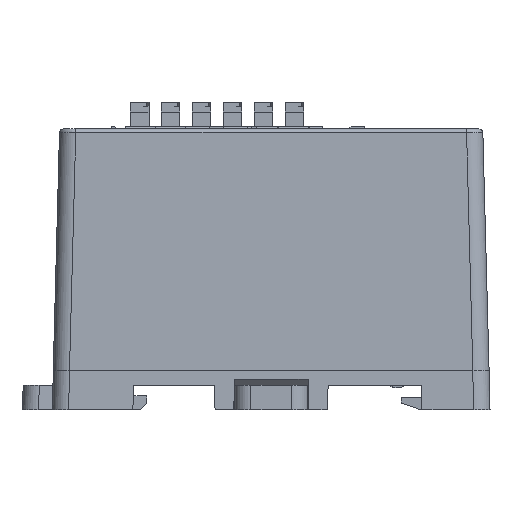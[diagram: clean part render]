
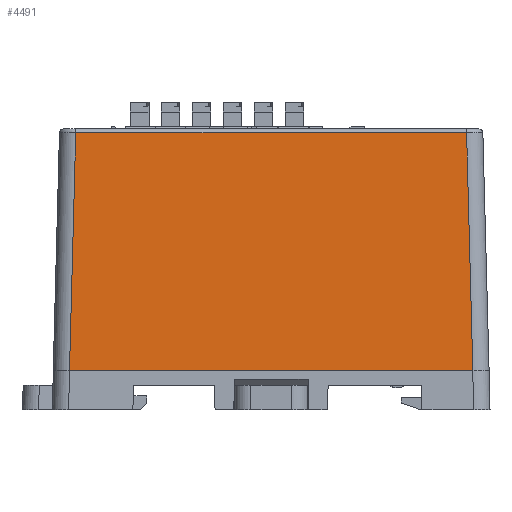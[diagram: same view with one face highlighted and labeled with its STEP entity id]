
A CAD part, left-side view. The second image highlights one B-rep face of the part: STEP entity #4491.
In plain terms, the highlighted planar face has unit normal (-1, 0, 0.026).
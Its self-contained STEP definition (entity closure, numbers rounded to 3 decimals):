
#2692=FACE_OUTER_BOUND('',#8631,.T.);
#4491=ADVANCED_FACE('',(#2692),#6109,.T.);
#6109=PLANE('',#37614);
#8631=EDGE_LOOP('',(#18165,#18166,#18167,#18168));
#18165=ORIENTED_EDGE('',*,*,#26795,.T.);
#18166=ORIENTED_EDGE('',*,*,#26678,.T.);
#18167=ORIENTED_EDGE('',*,*,#26796,.T.);
#18168=ORIENTED_EDGE('',*,*,#26797,.F.);
#21833=VERTEX_POINT('',#76703);
#21835=VERTEX_POINT('',#76725);
#21894=VERTEX_POINT('',#76958);
#21895=VERTEX_POINT('',#76960);
#26678=EDGE_CURVE('',#21833,#21835,#31081,.T.);
#26795=EDGE_CURVE('',#21894,#21833,#31191,.T.);
#26796=EDGE_CURVE('',#21835,#21895,#31192,.T.);
#26797=EDGE_CURVE('',#21894,#21895,#31193,.T.);
#31081=LINE('',#76726,#35485);
#31191=LINE('',#76957,#35595);
#31192=LINE('',#76959,#35596);
#31193=LINE('',#76961,#35597);
#35485=VECTOR('',#45603,1.);
#35595=VECTOR('',#45795,1.);
#35596=VECTOR('',#45796,1.);
#35597=VECTOR('',#45797,1.);
#37614=AXIS2_PLACEMENT_3D('',#76962,#45798,#45799);
#45603=DIRECTION('',(0.,1.,0.));
#45795=DIRECTION('',(0.026,0.026,0.999));
#45796=DIRECTION('',(-0.026,0.026,-0.999));
#45797=DIRECTION('',(0.,1.,0.));
#45798=DIRECTION('',(-1.,0.,0.026));
#45799=DIRECTION('',(0.026,0.,1.));
#76703=CARTESIAN_POINT('',(-30.336,95.136,-34.787));
#76725=CARTESIAN_POINT('',(-30.336,143.176,-34.787));
#76726=CARTESIAN_POINT('',(-30.336,143.163,-34.787));
#76957=CARTESIAN_POINT('',(-31.05,94.422,-62.066));
#76958=CARTESIAN_POINT('',(-31.101,94.371,-64.));
#76959=CARTESIAN_POINT('',(-31.068,143.908,-62.752));
#76960=CARTESIAN_POINT('',(-31.101,143.941,-64.));
#76961=CARTESIAN_POINT('',(-31.101,145.856,-64.));
#76962=CARTESIAN_POINT('',(-31.067,118.656,-62.7));
